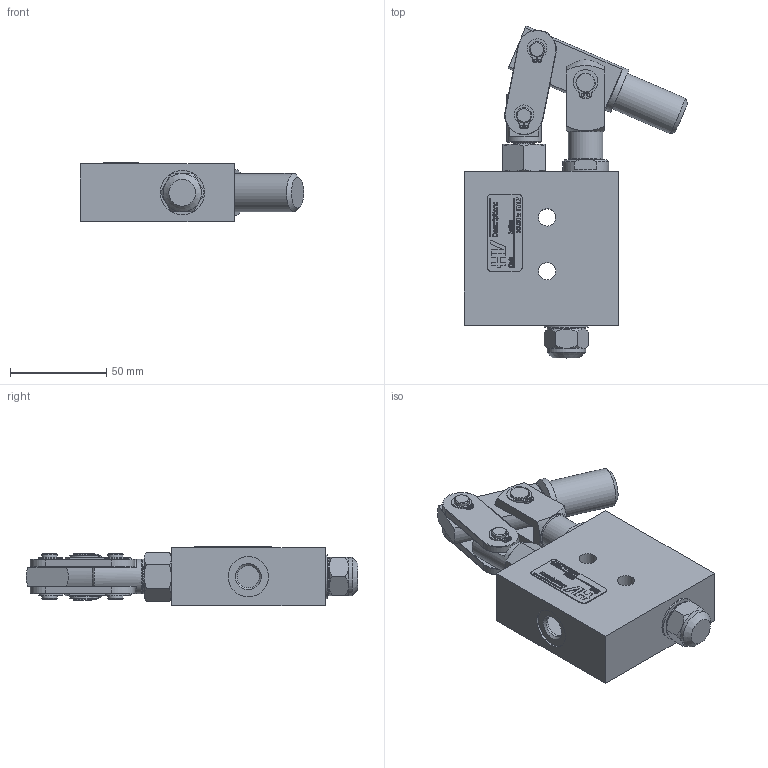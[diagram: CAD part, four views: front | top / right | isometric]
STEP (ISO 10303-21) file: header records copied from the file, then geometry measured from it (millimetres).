
FILE_DESCRIPTION((''),'2;1');
FILE_NAME('6064.0005.01.00 STEP.stp','2019-06-04T08:42:01',('Administrator'),(''),'Autodesk Inventor 2013','Autodesk Inventor 2013','');
FILE_SCHEMA(('CONFIG_CONTROL_DESIGN'));
Length unit declared in the file: millimetre
Products named in the file (1): 6064.0005.01.00 BLOCCATO
Bounding box: 116.05 x 172.51 x 30.7 mm (x, y, z)
Volume: 113312.4 mm3; surface area: 62626.6 mm2
Topology: 6 solids, 6 shells, 813 faces, 2100 edges, 1369 vertices
Faces by surface type: plane 462, bspline 155, cylinder 124, cone 58, torus 14
Full cylindrical faces by diameter (mm): 1.2 x8, 1.5 x4, 7.6 x4, 8 x9, 8.376 x2, 9 x2, 9.6 x2, 10 x4, 10.5 x1, 10.788 x1, 10.933 x1, 11 x1, 11.445 x2, 11.835 x1, 14 x1, 14.95 x1, 18 x2, 20 x3, 21 x2, 23 x1, 24 x2
Entity records: 25907 total; most frequent: CARTESIAN_POINT 6662, ORIENTED_EDGE 3964, DIRECTION 3253, EDGE_CURVE 1982, VERTEX_POINT 1332, VECTOR 1239, LINE 1239, AXIS2_PLACEMENT_3D 1007
